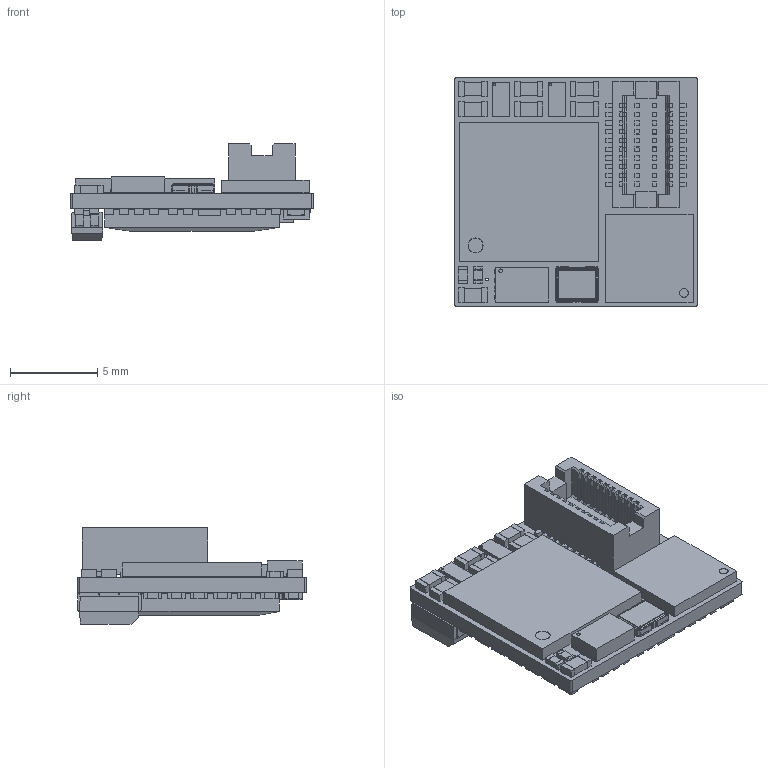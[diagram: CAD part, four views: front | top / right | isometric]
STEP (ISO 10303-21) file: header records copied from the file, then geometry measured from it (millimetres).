
FILE_DESCRIPTION(/* description */ (''),/* implementation_level */ '2;1');
FILE_NAME(/* name */ 'MU9-PCA.stp',/* time_stamp */ '2022-08-23T16:56:29+02:00',/* author */ (''),/* organization */ (''),/* preprocessor_version */ 'ST-DEVELOPER v18.102',/* originating_system */ 'SIEMENS PLM Software NX2206.3001',/* authorisation */ '');
FILE_SCHEMA (('AUTOMOTIVE_DESIGN { 1 0 10303 214 3 1 1 1 }'));
Products named in the file (1): U16_PCB
Bounding box: 13.9 x 13.11 x 5.52 mm (x, y, z)
Volume: 400.9 mm3; surface area: 1416.8 mm2
Topology: 64 solids, 125 shells, 3493 faces, 9685 edges, 6320 vertices
Faces by surface type: plane 2296, cylinder 593, sphere 342, torus 258, cone 4
Full cylindrical faces by diameter (mm): 0.15 x4, 0.55 x2
Entity records: 129753 total; most frequent: CARTESIAN_POINT 22642, ORIENTED_EDGE 18728, DIRECTION 17786, EDGE_CURVE 9364, LINE 6850, VECTOR 6850, VERTEX_POINT 6320, AXIS2_PLACEMENT_3D 5468
